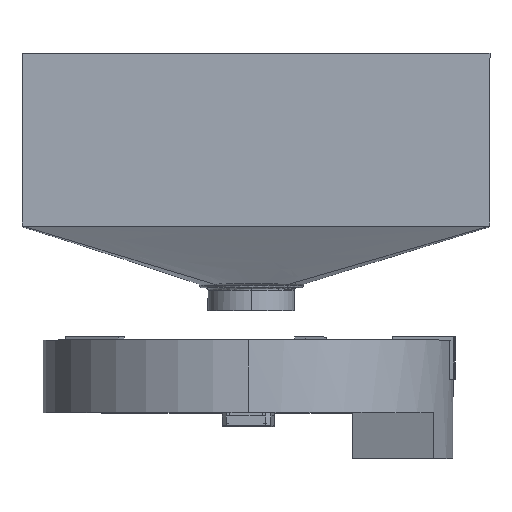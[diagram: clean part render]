
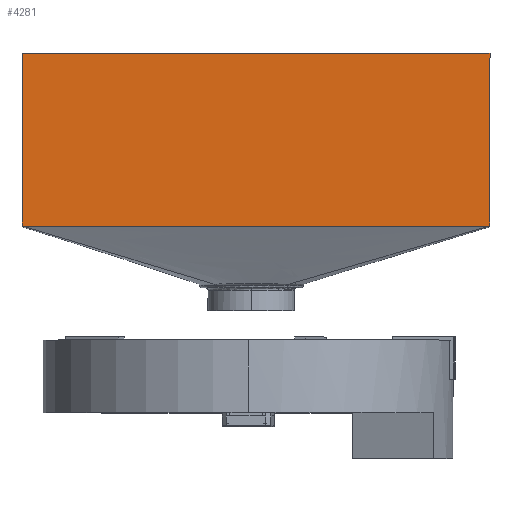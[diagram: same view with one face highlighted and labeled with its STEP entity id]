
A CAD part, top view. The second image highlights one B-rep face of the part: STEP entity #4281.
In plain terms, the highlighted face is planar.
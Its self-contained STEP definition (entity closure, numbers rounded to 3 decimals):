
#3468 = AXIS2_PLACEMENT_3D ( 'NONE', #19097, #27064, #4222 ) ;
#4184 = VERTEX_POINT ( 'NONE', #10858 ) ;
#4222 = DIRECTION ( 'NONE',  ( 1., 0., 0. ) ) ;
#4281 = ADVANCED_FACE ( 'NONE', ( #27574 ), #8652, .F. ) ;
#5102 = ORIENTED_EDGE ( 'NONE', *, *, #7953, .T. ) ;
#7308 = VERTEX_POINT ( 'NONE', #10172 ) ;
#7541 = EDGE_CURVE ( 'NONE', #16233, #4184, #32625, .T. ) ;
#7953 = EDGE_CURVE ( 'NONE', #10656, #4184, #27842, .T. ) ;
#8504 = EDGE_CURVE ( 'NONE', #7308, #16233, #21733, .T. ) ;
#8652 = PLANE ( 'NONE',  #3468 ) ;
#8729 = CARTESIAN_POINT ( 'NONE',  ( -199.004, 150., -233.899 ) ) ;
#10172 = CARTESIAN_POINT ( 'NONE',  ( 206.996, 150., -233.899 ) ) ;
#10562 = EDGE_LOOP ( 'NONE', ( #5102, #14438, #15636, #31467 ) ) ;
#10656 = VERTEX_POINT ( 'NONE', #25146 ) ;
#10858 = CARTESIAN_POINT ( 'NONE',  ( -199.004, 0., -233.899 ) ) ;
#12016 = CARTESIAN_POINT ( 'NONE',  ( -199.004, 150., -233.899 ) ) ;
#13883 = DIRECTION ( 'NONE',  ( 0., -1., 0. ) ) ;
#14438 = ORIENTED_EDGE ( 'NONE', *, *, #7541, .F. ) ;
#14445 = VECTOR ( 'NONE', #16760, 1000. ) ;
#15636 = ORIENTED_EDGE ( 'NONE', *, *, #8504, .F. ) ;
#16233 = VERTEX_POINT ( 'NONE', #12016 ) ;
#16760 = DIRECTION ( 'NONE',  ( -1., 0., 0. ) ) ;
#19097 = CARTESIAN_POINT ( 'NONE',  ( -199.004, 150., -233.899 ) ) ;
#19913 = VECTOR ( 'NONE', #13883, 1000. ) ;
#20676 = VECTOR ( 'NONE', #23638, 1000. ) ;
#21733 = LINE ( 'NONE', #8729, #14445 ) ;
#23638 = DIRECTION ( 'NONE',  ( 0., -1., 0. ) ) ;
#24308 = VECTOR ( 'NONE', #28831, 1000. ) ;
#25146 = CARTESIAN_POINT ( 'NONE',  ( 206.996, 0., -233.899 ) ) ;
#25211 = EDGE_CURVE ( 'NONE', #7308, #10656, #28557, .T. ) ;
#26846 = CARTESIAN_POINT ( 'NONE',  ( -199.004, 150., -233.899 ) ) ;
#27064 = DIRECTION ( 'NONE',  ( 0., 0., 1. ) ) ;
#27574 = FACE_OUTER_BOUND ( 'NONE', #10562, .T. ) ;
#27842 = LINE ( 'NONE', #33269, #24308 ) ;
#28557 = LINE ( 'NONE', #28890, #20676 ) ;
#28831 = DIRECTION ( 'NONE',  ( -1., 0., 0. ) ) ;
#28890 = CARTESIAN_POINT ( 'NONE',  ( 206.996, 150., -233.899 ) ) ;
#31467 = ORIENTED_EDGE ( 'NONE', *, *, #25211, .T. ) ;
#32625 = LINE ( 'NONE', #26846, #19913 ) ;
#33269 = CARTESIAN_POINT ( 'NONE',  ( -199.004, 0., -233.899 ) ) ;
